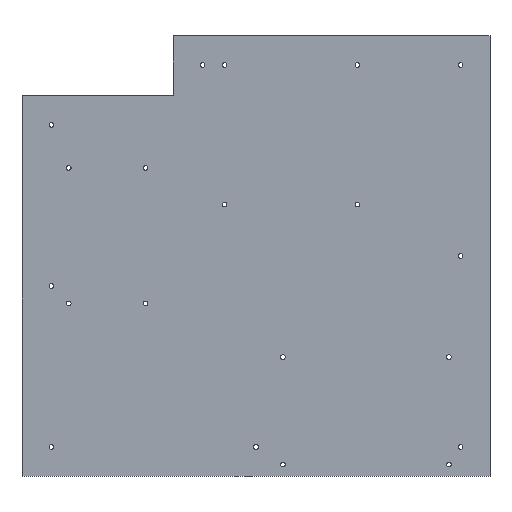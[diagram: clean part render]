
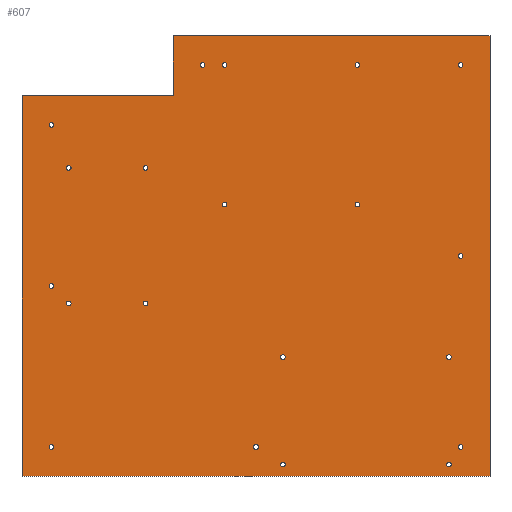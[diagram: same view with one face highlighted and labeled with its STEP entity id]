
A CAD part, top view. The second image highlights one B-rep face of the part: STEP entity #607.
In plain terms, the highlighted planar face has unit normal (0, 0, 1).
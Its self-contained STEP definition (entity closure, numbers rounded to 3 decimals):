
#15=FACE_BOUND('',#118,.T.);
#16=FACE_BOUND('',#119,.T.);
#17=FACE_BOUND('',#120,.T.);
#18=FACE_BOUND('',#121,.T.);
#19=FACE_BOUND('',#122,.T.);
#20=FACE_BOUND('',#123,.T.);
#21=FACE_BOUND('',#124,.T.);
#22=FACE_BOUND('',#125,.T.);
#23=FACE_BOUND('',#126,.T.);
#24=FACE_BOUND('',#127,.T.);
#25=FACE_BOUND('',#128,.T.);
#26=FACE_BOUND('',#129,.T.);
#27=FACE_BOUND('',#130,.T.);
#28=FACE_BOUND('',#131,.T.);
#29=FACE_BOUND('',#132,.T.);
#30=FACE_BOUND('',#133,.T.);
#31=FACE_BOUND('',#134,.T.);
#32=FACE_BOUND('',#135,.T.);
#33=FACE_BOUND('',#136,.T.);
#34=FACE_BOUND('',#137,.T.);
#61=PLANE('',#689);
#89=FACE_OUTER_BOUND('',#117,.T.);
#117=EDGE_LOOP('',(#509,#510,#511,#512,#513,#514));
#118=EDGE_LOOP('',(#515));
#119=EDGE_LOOP('',(#516));
#120=EDGE_LOOP('',(#517));
#121=EDGE_LOOP('',(#518));
#122=EDGE_LOOP('',(#519));
#123=EDGE_LOOP('',(#520));
#124=EDGE_LOOP('',(#521));
#125=EDGE_LOOP('',(#522));
#126=EDGE_LOOP('',(#523));
#127=EDGE_LOOP('',(#524));
#128=EDGE_LOOP('',(#525));
#129=EDGE_LOOP('',(#526));
#130=EDGE_LOOP('',(#527));
#131=EDGE_LOOP('',(#528));
#132=EDGE_LOOP('',(#529));
#133=EDGE_LOOP('',(#530));
#134=EDGE_LOOP('',(#531));
#135=EDGE_LOOP('',(#532));
#136=EDGE_LOOP('',(#533));
#137=EDGE_LOOP('',(#534));
#181=LINE('',#995,#219);
#184=LINE('',#1001,#222);
#187=LINE('',#1007,#225);
#190=LINE('',#1013,#228);
#193=LINE('',#1019,#231);
#196=LINE('',#1023,#234);
#219=VECTOR('',#837,10.);
#222=VECTOR('',#842,10.);
#225=VECTOR('',#847,10.);
#228=VECTOR('',#852,10.);
#231=VECTOR('',#857,10.);
#234=VECTOR('',#862,10.);
#235=CIRCLE('',#624,1.6);
#237=CIRCLE('',#627,1.6);
#239=CIRCLE('',#630,1.6);
#241=CIRCLE('',#633,1.6);
#243=CIRCLE('',#636,1.6);
#245=CIRCLE('',#639,1.6);
#247=CIRCLE('',#642,1.6);
#249=CIRCLE('',#645,1.6);
#251=CIRCLE('',#648,1.6);
#253=CIRCLE('',#651,1.6);
#255=CIRCLE('',#654,1.6);
#257=CIRCLE('',#657,1.6);
#259=CIRCLE('',#660,1.6);
#261=CIRCLE('',#663,1.6);
#263=CIRCLE('',#666,1.6);
#265=CIRCLE('',#669,1.6);
#267=CIRCLE('',#672,1.6);
#269=CIRCLE('',#675,1.6);
#271=CIRCLE('',#678,1.6);
#273=CIRCLE('',#681,1.6);
#275=VERTEX_POINT('',#869);
#277=VERTEX_POINT('',#875);
#279=VERTEX_POINT('',#881);
#281=VERTEX_POINT('',#887);
#283=VERTEX_POINT('',#893);
#285=VERTEX_POINT('',#899);
#287=VERTEX_POINT('',#905);
#289=VERTEX_POINT('',#911);
#291=VERTEX_POINT('',#917);
#293=VERTEX_POINT('',#923);
#295=VERTEX_POINT('',#929);
#297=VERTEX_POINT('',#935);
#299=VERTEX_POINT('',#941);
#301=VERTEX_POINT('',#947);
#303=VERTEX_POINT('',#953);
#305=VERTEX_POINT('',#959);
#307=VERTEX_POINT('',#965);
#309=VERTEX_POINT('',#971);
#311=VERTEX_POINT('',#977);
#313=VERTEX_POINT('',#983);
#317=VERTEX_POINT('',#992);
#318=VERTEX_POINT('',#994);
#320=VERTEX_POINT('',#1000);
#322=VERTEX_POINT('',#1006);
#324=VERTEX_POINT('',#1012);
#326=VERTEX_POINT('',#1018);
#327=EDGE_CURVE('',#275,#275,#235,.T.);
#330=EDGE_CURVE('',#277,#277,#237,.T.);
#333=EDGE_CURVE('',#279,#279,#239,.T.);
#336=EDGE_CURVE('',#281,#281,#241,.T.);
#339=EDGE_CURVE('',#283,#283,#243,.T.);
#342=EDGE_CURVE('',#285,#285,#245,.T.);
#345=EDGE_CURVE('',#287,#287,#247,.T.);
#348=EDGE_CURVE('',#289,#289,#249,.T.);
#351=EDGE_CURVE('',#291,#291,#251,.T.);
#354=EDGE_CURVE('',#293,#293,#253,.T.);
#357=EDGE_CURVE('',#295,#295,#255,.T.);
#360=EDGE_CURVE('',#297,#297,#257,.T.);
#363=EDGE_CURVE('',#299,#299,#259,.T.);
#366=EDGE_CURVE('',#301,#301,#261,.T.);
#369=EDGE_CURVE('',#303,#303,#263,.T.);
#372=EDGE_CURVE('',#305,#305,#265,.T.);
#375=EDGE_CURVE('',#307,#307,#267,.T.);
#378=EDGE_CURVE('',#309,#309,#269,.T.);
#381=EDGE_CURVE('',#311,#311,#271,.T.);
#384=EDGE_CURVE('',#313,#313,#273,.T.);
#389=EDGE_CURVE('',#318,#317,#181,.T.);
#392=EDGE_CURVE('',#320,#318,#184,.T.);
#395=EDGE_CURVE('',#322,#320,#187,.T.);
#398=EDGE_CURVE('',#324,#322,#190,.T.);
#401=EDGE_CURVE('',#326,#324,#193,.T.);
#404=EDGE_CURVE('',#317,#326,#196,.T.);
#509=ORIENTED_EDGE('',*,*,#404,.T.);
#510=ORIENTED_EDGE('',*,*,#401,.T.);
#511=ORIENTED_EDGE('',*,*,#398,.T.);
#512=ORIENTED_EDGE('',*,*,#395,.T.);
#513=ORIENTED_EDGE('',*,*,#392,.T.);
#514=ORIENTED_EDGE('',*,*,#389,.T.);
#515=ORIENTED_EDGE('',*,*,#384,.T.);
#516=ORIENTED_EDGE('',*,*,#381,.T.);
#517=ORIENTED_EDGE('',*,*,#378,.T.);
#518=ORIENTED_EDGE('',*,*,#375,.T.);
#519=ORIENTED_EDGE('',*,*,#372,.T.);
#520=ORIENTED_EDGE('',*,*,#369,.T.);
#521=ORIENTED_EDGE('',*,*,#366,.T.);
#522=ORIENTED_EDGE('',*,*,#363,.T.);
#523=ORIENTED_EDGE('',*,*,#360,.T.);
#524=ORIENTED_EDGE('',*,*,#357,.T.);
#525=ORIENTED_EDGE('',*,*,#354,.T.);
#526=ORIENTED_EDGE('',*,*,#351,.T.);
#527=ORIENTED_EDGE('',*,*,#348,.T.);
#528=ORIENTED_EDGE('',*,*,#345,.T.);
#529=ORIENTED_EDGE('',*,*,#342,.T.);
#530=ORIENTED_EDGE('',*,*,#339,.T.);
#531=ORIENTED_EDGE('',*,*,#336,.T.);
#532=ORIENTED_EDGE('',*,*,#333,.T.);
#533=ORIENTED_EDGE('',*,*,#330,.T.);
#534=ORIENTED_EDGE('',*,*,#327,.T.);
#607=ADVANCED_FACE('',(#89,#15,#16,#17,#18,#19,#20,#21,#22,#23,#24,#25,
#26,#27,#28,#29,#30,#31,#32,#33,#34),#61,.T.);
#624=AXIS2_PLACEMENT_3D('',#870,#695,#696);
#627=AXIS2_PLACEMENT_3D('',#876,#702,#703);
#630=AXIS2_PLACEMENT_3D('',#882,#709,#710);
#633=AXIS2_PLACEMENT_3D('',#888,#716,#717);
#636=AXIS2_PLACEMENT_3D('',#894,#723,#724);
#639=AXIS2_PLACEMENT_3D('',#900,#730,#731);
#642=AXIS2_PLACEMENT_3D('',#906,#737,#738);
#645=AXIS2_PLACEMENT_3D('',#912,#744,#745);
#648=AXIS2_PLACEMENT_3D('',#918,#751,#752);
#651=AXIS2_PLACEMENT_3D('',#924,#758,#759);
#654=AXIS2_PLACEMENT_3D('',#930,#765,#766);
#657=AXIS2_PLACEMENT_3D('',#936,#772,#773);
#660=AXIS2_PLACEMENT_3D('',#942,#779,#780);
#663=AXIS2_PLACEMENT_3D('',#948,#786,#787);
#666=AXIS2_PLACEMENT_3D('',#954,#793,#794);
#669=AXIS2_PLACEMENT_3D('',#960,#800,#801);
#672=AXIS2_PLACEMENT_3D('',#966,#807,#808);
#675=AXIS2_PLACEMENT_3D('',#972,#814,#815);
#678=AXIS2_PLACEMENT_3D('',#978,#821,#822);
#681=AXIS2_PLACEMENT_3D('',#984,#828,#829);
#689=AXIS2_PLACEMENT_3D('',#1024,#863,#864);
#695=DIRECTION('center_axis',(0.,0.,-1.));
#696=DIRECTION('ref_axis',(1.,0.,0.));
#702=DIRECTION('center_axis',(0.,0.,-1.));
#703=DIRECTION('ref_axis',(1.,0.,0.));
#709=DIRECTION('center_axis',(0.,0.,-1.));
#710=DIRECTION('ref_axis',(1.,0.,0.));
#716=DIRECTION('center_axis',(0.,0.,-1.));
#717=DIRECTION('ref_axis',(1.,0.,0.));
#723=DIRECTION('center_axis',(0.,0.,-1.));
#724=DIRECTION('ref_axis',(1.,0.,0.));
#730=DIRECTION('center_axis',(0.,0.,-1.));
#731=DIRECTION('ref_axis',(1.,0.,0.));
#737=DIRECTION('center_axis',(0.,0.,-1.));
#738=DIRECTION('ref_axis',(1.,0.,0.));
#744=DIRECTION('center_axis',(0.,0.,-1.));
#745=DIRECTION('ref_axis',(1.,0.,0.));
#751=DIRECTION('center_axis',(0.,0.,-1.));
#752=DIRECTION('ref_axis',(1.,0.,0.));
#758=DIRECTION('center_axis',(0.,0.,-1.));
#759=DIRECTION('ref_axis',(1.,0.,0.));
#765=DIRECTION('center_axis',(0.,0.,-1.));
#766=DIRECTION('ref_axis',(1.,0.,0.));
#772=DIRECTION('center_axis',(0.,0.,-1.));
#773=DIRECTION('ref_axis',(1.,0.,0.));
#779=DIRECTION('center_axis',(0.,0.,-1.));
#780=DIRECTION('ref_axis',(1.,0.,0.));
#786=DIRECTION('center_axis',(0.,0.,-1.));
#787=DIRECTION('ref_axis',(1.,0.,0.));
#793=DIRECTION('center_axis',(0.,0.,-1.));
#794=DIRECTION('ref_axis',(1.,0.,0.));
#800=DIRECTION('center_axis',(0.,0.,-1.));
#801=DIRECTION('ref_axis',(1.,0.,0.));
#807=DIRECTION('center_axis',(0.,0.,-1.));
#808=DIRECTION('ref_axis',(1.,0.,0.));
#814=DIRECTION('center_axis',(0.,0.,-1.));
#815=DIRECTION('ref_axis',(1.,0.,0.));
#821=DIRECTION('center_axis',(0.,0.,-1.));
#822=DIRECTION('ref_axis',(1.,0.,0.));
#828=DIRECTION('center_axis',(0.,0.,-1.));
#829=DIRECTION('ref_axis',(1.,0.,0.));
#837=DIRECTION('',(0.,1.,0.));
#842=DIRECTION('',(1.,0.,0.));
#847=DIRECTION('',(0.,-1.,0.));
#852=DIRECTION('',(-1.,0.,0.));
#857=DIRECTION('',(0.,-1.,0.));
#862=DIRECTION('',(-1.,0.,0.));
#863=DIRECTION('center_axis',(0.,0.,1.));
#864=DIRECTION('ref_axis',(1.,0.,0.));
#869=CARTESIAN_POINT('',(18.4,20.,3.));
#870=CARTESIAN_POINT('Origin',(20.,20.,3.));
#875=CARTESIAN_POINT('',(82.53,210.,3.));
#876=CARTESIAN_POINT('Origin',(84.13,210.,3.));
#881=CARTESIAN_POINT('',(30.23,210.,3.));
#882=CARTESIAN_POINT('Origin',(31.83,210.,3.));
#887=CARTESIAN_POINT('',(121.3,280.,3.));
#888=CARTESIAN_POINT('Origin',(122.9,280.,3.));
#893=CARTESIAN_POINT('',(82.53,117.7,3.));
#894=CARTESIAN_POINT('Origin',(84.13,117.7,3.));
#899=CARTESIAN_POINT('',(288.9,81.2,3.));
#900=CARTESIAN_POINT('Origin',(290.5,81.2,3.));
#905=CARTESIAN_POINT('',(30.23,117.7,3.));
#906=CARTESIAN_POINT('Origin',(31.83,117.7,3.));
#911=CARTESIAN_POINT('',(176.,81.2,3.));
#912=CARTESIAN_POINT('Origin',(177.6,81.2,3.));
#917=CARTESIAN_POINT('',(226.7,185.,3.));
#918=CARTESIAN_POINT('Origin',(228.3,185.,3.));
#923=CARTESIAN_POINT('',(288.9,8.,3.));
#924=CARTESIAN_POINT('Origin',(290.5,8.,3.));
#929=CARTESIAN_POINT('',(18.4,239.2,3.));
#930=CARTESIAN_POINT('Origin',(20.,239.2,3.));
#935=CARTESIAN_POINT('',(176.,8.,3.));
#936=CARTESIAN_POINT('Origin',(177.6,8.,3.));
#941=CARTESIAN_POINT('',(136.3,185.,3.));
#942=CARTESIAN_POINT('Origin',(137.9,185.,3.));
#947=CARTESIAN_POINT('',(296.9,150.,3.));
#948=CARTESIAN_POINT('Origin',(298.5,150.,3.));
#953=CARTESIAN_POINT('',(226.7,280.,3.));
#954=CARTESIAN_POINT('Origin',(228.3,280.,3.));
#959=CARTESIAN_POINT('',(136.3,280.,3.));
#960=CARTESIAN_POINT('Origin',(137.9,280.,3.));
#965=CARTESIAN_POINT('',(157.65,20.,3.));
#966=CARTESIAN_POINT('Origin',(159.25,20.,3.));
#971=CARTESIAN_POINT('',(296.9,20.,3.));
#972=CARTESIAN_POINT('Origin',(298.5,20.,3.));
#977=CARTESIAN_POINT('',(296.9,280.,3.));
#978=CARTESIAN_POINT('Origin',(298.5,280.,3.));
#983=CARTESIAN_POINT('',(18.4,129.6,3.));
#984=CARTESIAN_POINT('Origin',(20.,129.6,3.));
#992=CARTESIAN_POINT('',(318.5,300.,3.));
#994=CARTESIAN_POINT('',(318.5,0.,3.));
#995=CARTESIAN_POINT('',(318.5,300.,3.));
#1000=CARTESIAN_POINT('',(0.,0.,3.));
#1001=CARTESIAN_POINT('',(318.5,0.,3.));
#1006=CARTESIAN_POINT('',(0.,259.2,3.));
#1007=CARTESIAN_POINT('',(0.,259.2,3.));
#1012=CARTESIAN_POINT('',(102.9,259.2,3.));
#1013=CARTESIAN_POINT('',(102.9,259.2,3.));
#1018=CARTESIAN_POINT('',(102.9,300.,3.));
#1019=CARTESIAN_POINT('',(102.9,300.,3.));
#1023=CARTESIAN_POINT('',(318.5,300.,3.));
#1024=CARTESIAN_POINT('Origin',(159.25,150.,3.));
